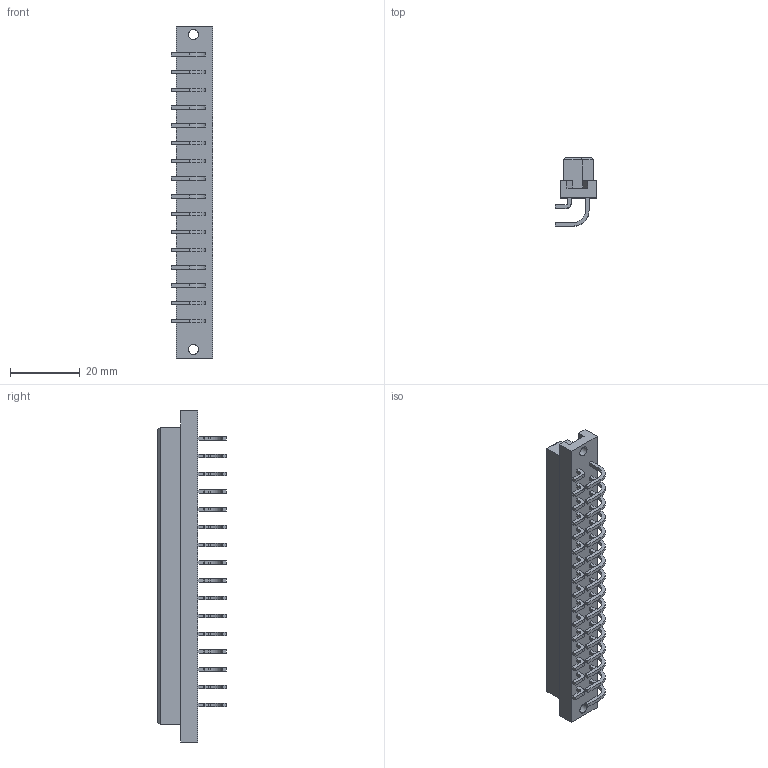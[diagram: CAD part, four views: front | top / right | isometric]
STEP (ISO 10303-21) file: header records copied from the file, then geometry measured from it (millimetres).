
FILE_DESCRIPTION(/* description */ (''),/* implementation_level */ '2;1');
FILE_NAME(/* name */ '100101854ugm000_b.stp',/* time_stamp */ '2014-11-03T08:19:09+01:00',/* author */ (''),/* organization */ (''),/* preprocessor_version */ 'ST-DEVELOPER v15',/* originating_system */ 'SIEMENS PLM Software NX 8.5',/* authorisation */ '');
FILE_SCHEMA (('AUTOMOTIVE_DESIGN { 1 0 10303 214 3 1 1 1 }'));
Length unit declared in the file: millimetre
Products named in the file (1): 100101854ugm000_b
Bounding box: 11.9 x 19.58 x 94.9 mm (x, y, z)
Volume: 9697.7 mm3; surface area: 5670.7 mm2
Topology: 1 solids, 1 shells, 484 faces, 1246 edges, 830 vertices
Faces by surface type: plane 418, cylinder 66
Full cylindrical faces by diameter (mm): 2.87 x2
Entity records: 15939 total; most frequent: CARTESIAN_POINT 2565, ORIENTED_EDGE 2488, DIRECTION 2344, EDGE_CURVE 1244, LINE 1110, VECTOR 1110, VERTEX_POINT 828, AXIS2_PLACEMENT_3D 617
